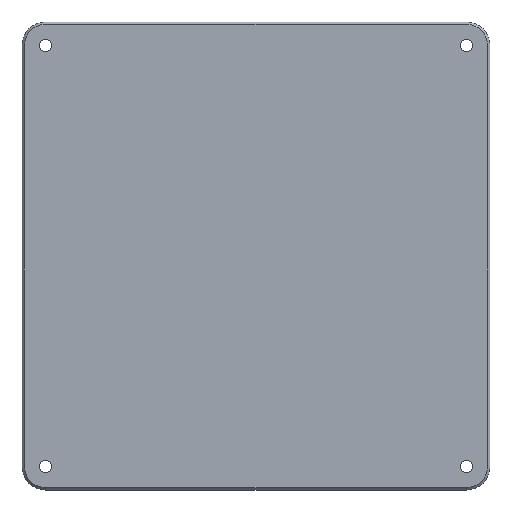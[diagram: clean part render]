
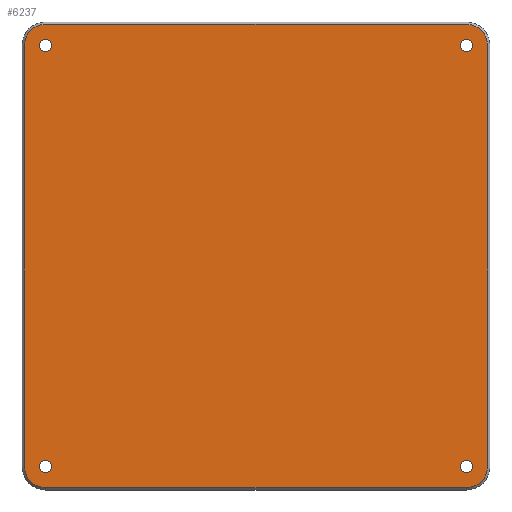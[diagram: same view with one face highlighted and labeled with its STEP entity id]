
A CAD part, top view. The second image highlights one B-rep face of the part: STEP entity #6237.
In plain terms, the highlighted planar face has unit normal (0, 0, 1).
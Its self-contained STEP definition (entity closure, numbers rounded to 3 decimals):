
#18 = ORIENTED_EDGE ( 'NONE', *, *, #4570, .T. ) ;
#31 = VERTEX_POINT ( 'NONE', #386 ) ;
#149 = AXIS2_PLACEMENT_3D ( 'NONE', #4750, #2468, #2564 ) ;
#315 = DIRECTION ( 'NONE',  ( 1., 0., 0. ) ) ;
#386 = CARTESIAN_POINT ( 'NONE',  ( 179., 197., 28. ) ) ;
#684 = DIRECTION ( 'NONE',  ( 1., 0., 0. ) ) ;
#858 = CARTESIAN_POINT ( 'NONE',  ( 173.9, -179., 28. ) ) ;
#1182 = AXIS2_PLACEMENT_3D ( 'NONE', #6773, #7700, #315 ) ;
#1192 = EDGE_LOOP ( 'NONE', ( #9067, #9085 ) ) ;
#1228 = CARTESIAN_POINT ( 'NONE',  ( 173.9, 179., 28. ) ) ;
#1287 = EDGE_CURVE ( 'NONE', #12366, #5073, #5785, .T. ) ;
#1333 = CARTESIAN_POINT ( 'NONE',  ( 184.1, 179., 28. ) ) ;
#1395 = VERTEX_POINT ( 'NONE', #8801 ) ;
#1437 = ORIENTED_EDGE ( 'NONE', *, *, #13327, .T. ) ;
#1703 = DIRECTION ( 'NONE',  ( 0., 0., 1. ) ) ;
#1734 = AXIS2_PLACEMENT_3D ( 'NONE', #8346, #1955, #10497 ) ;
#1854 = DIRECTION ( 'NONE',  ( 0., 0., 1. ) ) ;
#1866 = DIRECTION ( 'NONE',  ( 1., 0., 0. ) ) ;
#1912 = CIRCLE ( 'NONE', #12595, 18. ) ;
#1955 = DIRECTION ( 'NONE',  ( 0., 0., 1. ) ) ;
#2030 = CIRCLE ( 'NONE', #7579, 5.1 ) ;
#2092 = DIRECTION ( 'NONE',  ( 1., 0., 0. ) ) ;
#2468 = DIRECTION ( 'NONE',  ( 0., 0., 1. ) ) ;
#2564 = DIRECTION ( 'NONE',  ( 1., 0., 0. ) ) ;
#2583 = FACE_OUTER_BOUND ( 'NONE', #6771, .T. ) ;
#2584 = DIRECTION ( 'NONE',  ( 0., 0., 1. ) ) ;
#2848 = EDGE_LOOP ( 'NONE', ( #13745, #12937 ) ) ;
#2864 = ORIENTED_EDGE ( 'NONE', *, *, #13042, .T. ) ;
#2894 = ORIENTED_EDGE ( 'NONE', *, *, #9169, .T. ) ;
#3006 = ORIENTED_EDGE ( 'NONE', *, *, #1287, .F. ) ;
#3117 = AXIS2_PLACEMENT_3D ( 'NONE', #12185, #1703, #5869 ) ;
#3133 = CIRCLE ( 'NONE', #4215, 5.1 ) ;
#3213 = VECTOR ( 'NONE', #12844, 1000. ) ;
#3226 = EDGE_CURVE ( 'NONE', #8029, #1395, #3133, .T. ) ;
#3350 = VERTEX_POINT ( 'NONE', #6020 ) ;
#3540 = VERTEX_POINT ( 'NONE', #6270 ) ;
#3886 = FACE_BOUND ( 'NONE', #10366, .T. ) ;
#3910 = DIRECTION ( 'NONE',  ( 0., 0., 1. ) ) ;
#4193 = DIRECTION ( 'NONE',  ( 0., 0., 1. ) ) ;
#4215 = AXIS2_PLACEMENT_3D ( 'NONE', #13248, #9089, #6862 ) ;
#4313 = CARTESIAN_POINT ( 'NONE',  ( -173.9, 179., 28. ) ) ;
#4317 = CARTESIAN_POINT ( 'NONE',  ( -179., 197., 28. ) ) ;
#4352 = CARTESIAN_POINT ( 'NONE',  ( 179., -197., 28. ) ) ;
#4363 = VECTOR ( 'NONE', #13808, 1000. ) ;
#4504 = DIRECTION ( 'NONE',  ( 0., 0., 1. ) ) ;
#4570 = EDGE_CURVE ( 'NONE', #7970, #8498, #8506, .T. ) ;
#4750 = CARTESIAN_POINT ( 'NONE',  ( 179., -179., 28. ) ) ;
#4839 = EDGE_CURVE ( 'NONE', #5073, #12366, #10319, .T. ) ;
#4880 = CIRCLE ( 'NONE', #9678, 5.1 ) ;
#4966 = ORIENTED_EDGE ( 'NONE', *, *, #4839, .F. ) ;
#5018 = EDGE_CURVE ( 'NONE', #8498, #3540, #8312, .T. ) ;
#5029 = ORIENTED_EDGE ( 'NONE', *, *, #7608, .T. ) ;
#5073 = VERTEX_POINT ( 'NONE', #13463 ) ;
#5183 = CARTESIAN_POINT ( 'NONE',  ( 179., 179., 28. ) ) ;
#5186 = EDGE_CURVE ( 'NONE', #8232, #7970, #6729, .T. ) ;
#5236 = VECTOR ( 'NONE', #8105, 1000. ) ;
#5254 = VERTEX_POINT ( 'NONE', #10697 ) ;
#5464 = EDGE_CURVE ( 'NONE', #1395, #8029, #4880, .T. ) ;
#5570 = AXIS2_PLACEMENT_3D ( 'NONE', #7650, #4504, #6608 ) ;
#5758 = CARTESIAN_POINT ( 'NONE',  ( 179., -179., 28. ) ) ;
#5762 = CIRCLE ( 'NONE', #12349, 5.1 ) ;
#5785 = CIRCLE ( 'NONE', #149, 5.1 ) ;
#5869 = DIRECTION ( 'NONE',  ( 1., 0., 0. ) ) ;
#5924 = DIRECTION ( 'NONE',  ( 0., 1., 0. ) ) ;
#6020 = CARTESIAN_POINT ( 'NONE',  ( -197., -179., 28. ) ) ;
#6106 = CIRCLE ( 'NONE', #5570, 5.1 ) ;
#6237 = ADVANCED_FACE ( 'NONE', ( #11561, #3886, #9395, #12908, #2583 ), #7289, .T. ) ;
#6270 = CARTESIAN_POINT ( 'NONE',  ( 197., 179., 28. ) ) ;
#6580 = DIRECTION ( 'NONE',  ( 1., 0., 0. ) ) ;
#6608 = DIRECTION ( 'NONE',  ( 1., 0., 0. ) ) ;
#6658 = VECTOR ( 'NONE', #5924, 1000. ) ;
#6729 = LINE ( 'NONE', #7027, #4363 ) ;
#6771 = EDGE_LOOP ( 'NONE', ( #13565, #18, #11551, #2864, #1437, #2894, #5029, #9440 ) ) ;
#6773 = CARTESIAN_POINT ( 'NONE',  ( 179., -179., 28. ) ) ;
#6862 = DIRECTION ( 'NONE',  ( 1., 0., 0. ) ) ;
#6885 = EDGE_CURVE ( 'NONE', #5254, #10489, #5762, .T. ) ;
#7027 = CARTESIAN_POINT ( 'NONE',  ( 179., -197., 28. ) ) ;
#7289 = PLANE ( 'NONE',  #1734 ) ;
#7329 = ORIENTED_EDGE ( 'NONE', *, *, #10848, .F. ) ;
#7579 = AXIS2_PLACEMENT_3D ( 'NONE', #12796, #9592, #9441 ) ;
#7608 = EDGE_CURVE ( 'NONE', #9787, #3350, #13223, .T. ) ;
#7650 = CARTESIAN_POINT ( 'NONE',  ( 179., 179., 28. ) ) ;
#7700 = DIRECTION ( 'NONE',  ( 0., 0., 1. ) ) ;
#7887 = EDGE_LOOP ( 'NONE', ( #4966, #3006 ) ) ;
#7894 = EDGE_CURVE ( 'NONE', #12777, #9555, #2030, .T. ) ;
#7901 = DIRECTION ( 'NONE',  ( 1., 0., 0. ) ) ;
#7931 = CARTESIAN_POINT ( 'NONE',  ( 197., 179., 28. ) ) ;
#7970 = VERTEX_POINT ( 'NONE', #4352 ) ;
#8029 = VERTEX_POINT ( 'NONE', #4313 ) ;
#8105 = DIRECTION ( 'NONE',  ( 0., -1., 0. ) ) ;
#8232 = VERTEX_POINT ( 'NONE', #9104 ) ;
#8312 = LINE ( 'NONE', #7931, #6658 ) ;
#8346 = CARTESIAN_POINT ( 'NONE',  ( 0., 0., 28. ) ) ;
#8472 = CIRCLE ( 'NONE', #9737, 18. ) ;
#8498 = VERTEX_POINT ( 'NONE', #8917 ) ;
#8506 = CIRCLE ( 'NONE', #9390, 18. ) ;
#8801 = CARTESIAN_POINT ( 'NONE',  ( -184.1, 179., 28. ) ) ;
#8917 = CARTESIAN_POINT ( 'NONE',  ( 197., -179., 28. ) ) ;
#8972 = CARTESIAN_POINT ( 'NONE',  ( -173.9, -179., 28. ) ) ;
#9067 = ORIENTED_EDGE ( 'NONE', *, *, #7894, .F. ) ;
#9085 = ORIENTED_EDGE ( 'NONE', *, *, #12686, .F. ) ;
#9089 = DIRECTION ( 'NONE',  ( 0., 0., 1. ) ) ;
#9104 = CARTESIAN_POINT ( 'NONE',  ( -179., -197., 28. ) ) ;
#9169 = EDGE_CURVE ( 'NONE', #9996, #9787, #10519, .T. ) ;
#9368 = CARTESIAN_POINT ( 'NONE',  ( -179., 197., 28. ) ) ;
#9390 = AXIS2_PLACEMENT_3D ( 'NONE', #5758, #2584, #7901 ) ;
#9395 = FACE_BOUND ( 'NONE', #7887, .T. ) ;
#9440 = ORIENTED_EDGE ( 'NONE', *, *, #10798, .T. ) ;
#9441 = DIRECTION ( 'NONE',  ( 1., 0., 0. ) ) ;
#9555 = VERTEX_POINT ( 'NONE', #1228 ) ;
#9592 = DIRECTION ( 'NONE',  ( 0., 0., 1. ) ) ;
#9678 = AXIS2_PLACEMENT_3D ( 'NONE', #12442, #3910, #1866 ) ;
#9737 = AXIS2_PLACEMENT_3D ( 'NONE', #10582, #4193, #2092 ) ;
#9787 = VERTEX_POINT ( 'NONE', #10265 ) ;
#9996 = VERTEX_POINT ( 'NONE', #9368 ) ;
#10094 = LINE ( 'NONE', #4317, #3213 ) ;
#10265 = CARTESIAN_POINT ( 'NONE',  ( -197., 179., 28. ) ) ;
#10319 = CIRCLE ( 'NONE', #1182, 5.1 ) ;
#10366 = EDGE_LOOP ( 'NONE', ( #7329, #12458 ) ) ;
#10489 = VERTEX_POINT ( 'NONE', #8972 ) ;
#10497 = DIRECTION ( 'NONE',  ( 1., 0., 0. ) ) ;
#10519 = CIRCLE ( 'NONE', #3117, 18. ) ;
#10582 = CARTESIAN_POINT ( 'NONE',  ( -179., -179., 28. ) ) ;
#10697 = CARTESIAN_POINT ( 'NONE',  ( -184.1, -179., 28. ) ) ;
#10798 = EDGE_CURVE ( 'NONE', #3350, #8232, #8472, .T. ) ;
#10848 = EDGE_CURVE ( 'NONE', #10489, #5254, #11639, .T. ) ;
#11551 = ORIENTED_EDGE ( 'NONE', *, *, #5018, .T. ) ;
#11561 = FACE_BOUND ( 'NONE', #2848, .T. ) ;
#11639 = CIRCLE ( 'NONE', #11952, 5.1 ) ;
#11827 = CARTESIAN_POINT ( 'NONE',  ( -179., -179., 28. ) ) ;
#11952 = AXIS2_PLACEMENT_3D ( 'NONE', #11827, #12952, #6580 ) ;
#12185 = CARTESIAN_POINT ( 'NONE',  ( -179., 179., 28. ) ) ;
#12349 = AXIS2_PLACEMENT_3D ( 'NONE', #13434, #1854, #684 ) ;
#12366 = VERTEX_POINT ( 'NONE', #858 ) ;
#12442 = CARTESIAN_POINT ( 'NONE',  ( -179., 179., 28. ) ) ;
#12458 = ORIENTED_EDGE ( 'NONE', *, *, #6885, .F. ) ;
#12595 = AXIS2_PLACEMENT_3D ( 'NONE', #5183, #12618, #12768 ) ;
#12618 = DIRECTION ( 'NONE',  ( 0., 0., 1. ) ) ;
#12686 = EDGE_CURVE ( 'NONE', #9555, #12777, #6106, .T. ) ;
#12768 = DIRECTION ( 'NONE',  ( 1., 0., 0. ) ) ;
#12777 = VERTEX_POINT ( 'NONE', #1333 ) ;
#12796 = CARTESIAN_POINT ( 'NONE',  ( 179., 179., 28. ) ) ;
#12844 = DIRECTION ( 'NONE',  ( -1., 0., 0. ) ) ;
#12908 = FACE_BOUND ( 'NONE', #1192, .T. ) ;
#12937 = ORIENTED_EDGE ( 'NONE', *, *, #5464, .F. ) ;
#12952 = DIRECTION ( 'NONE',  ( 0., 0., 1. ) ) ;
#13042 = EDGE_CURVE ( 'NONE', #3540, #31, #1912, .T. ) ;
#13223 = LINE ( 'NONE', #13422, #5236 ) ;
#13248 = CARTESIAN_POINT ( 'NONE',  ( -179., 179., 28. ) ) ;
#13327 = EDGE_CURVE ( 'NONE', #31, #9996, #10094, .T. ) ;
#13422 = CARTESIAN_POINT ( 'NONE',  ( -197., -179., 28. ) ) ;
#13434 = CARTESIAN_POINT ( 'NONE',  ( -179., -179., 28. ) ) ;
#13463 = CARTESIAN_POINT ( 'NONE',  ( 184.1, -179., 28. ) ) ;
#13565 = ORIENTED_EDGE ( 'NONE', *, *, #5186, .T. ) ;
#13745 = ORIENTED_EDGE ( 'NONE', *, *, #3226, .F. ) ;
#13808 = DIRECTION ( 'NONE',  ( 1., 0., 0. ) ) ;
